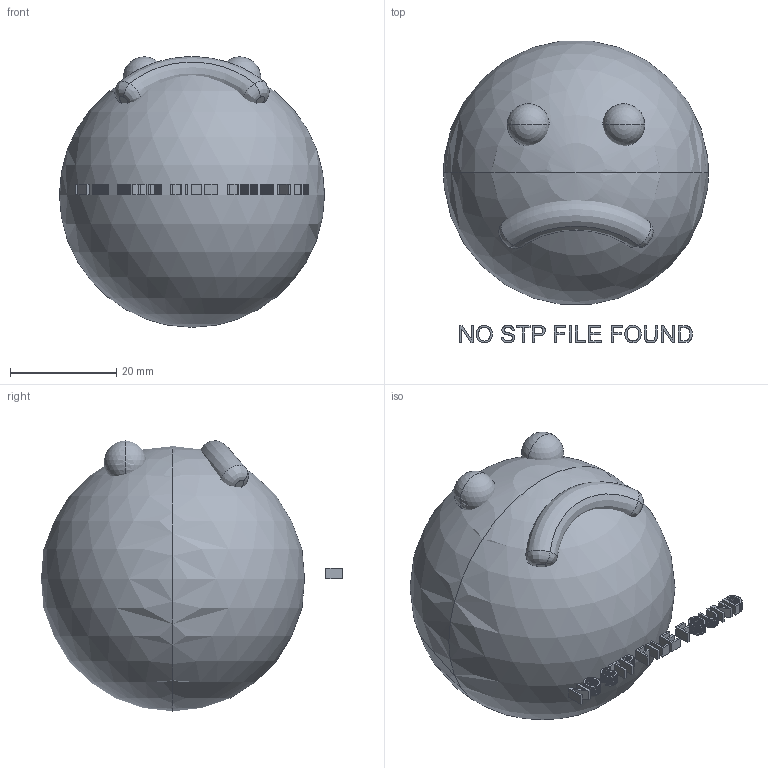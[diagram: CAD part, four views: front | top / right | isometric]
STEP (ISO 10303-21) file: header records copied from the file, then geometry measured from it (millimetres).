
FILE_DESCRIPTION(('STEP AP214'),'1');
FILE_NAME('tmp0.stp','2020-01-02T21:44:34',(' '),(' '),'Spatial InterOp 3D',' ',' ');
FILE_SCHEMA(('automotive_design'));
Length unit declared in the file: millimetre
Products named in the file (18): 1; 2; 3; 4; 5; 6; 7; 8; 9; 10; 11; 12; 13; 14; 15; 16; 17; 18
Bounding box: 50 x 56.95 x 51.03 mm (x, y, z)
Volume: 66910.2 mm3; surface area: 9372.3 mm2
Topology: 18 solids, 18 shells, 667 faces, 1911 edges, 1268 vertices
Faces by surface type: plane 655, sphere 6, bspline 6
Entity records: 27995 total; most frequent: CARTESIAN_POINT 4881, ORIENTED_EDGE 3798, DIRECTION 3249, EDGE_CURVE 1899, LINE 1875, VECTOR 1875, VERTEX_POINT 1268, AXIS2_PLACEMENT_3D 687
